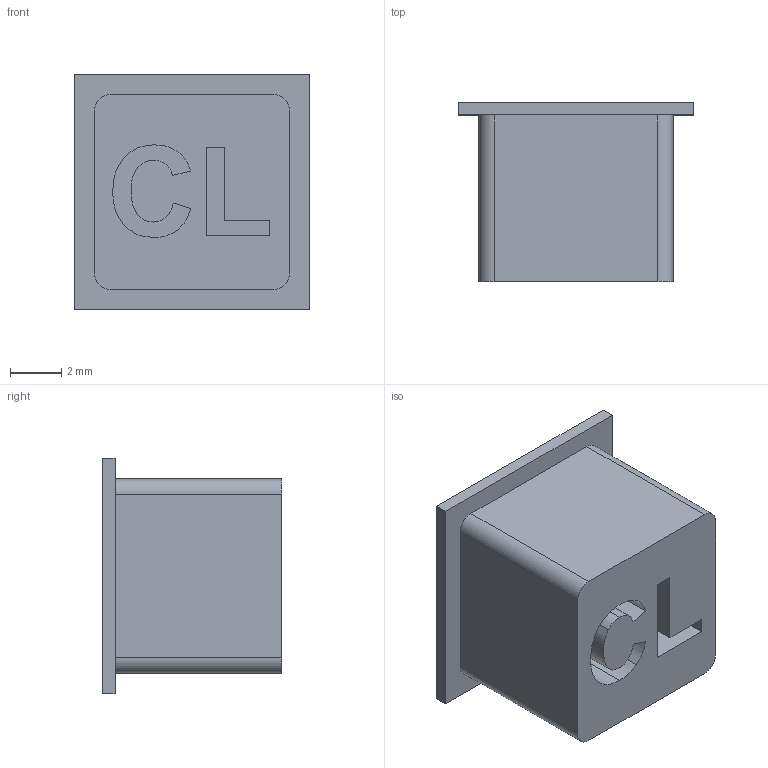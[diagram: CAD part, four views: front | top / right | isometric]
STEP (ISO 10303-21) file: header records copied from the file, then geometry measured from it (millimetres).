
FILE_DESCRIPTION(/* description */ (''),/* implementation_level */ '2;1');
FILE_NAME(/* name */ 'key_square.step',/* time_stamp */ '2024-02-21T22:03:10+01:00',/* author */ (''),/* organization */ (''),/* preprocessor_version */ 'ST-DEVELOPER v20',/* originating_system */ 'Autodesk Translation Framework v12.20.1.177',/* authorisation */ '');
FILE_SCHEMA (('AUTOMOTIVE_DESIGN { 1 0 10303 214 3 1 1 }'));
Length unit declared in the file: millimetre
Products named in the file (2): CJ4-CDU; Button Square
Assembly tree (1 placements, depth 2):
  CJ4-CDU
    Button Square
Bounding box: 9.2 x 7 x 9.2 mm (x, y, z)
Volume: 398.9 mm3; surface area: 435 mm2
Topology: 1 solids, 1 shells, 41 faces, 108 edges, 72 vertices
Faces by surface type: plane 21, bspline 16, cylinder 4
Entity records: 1479 total; most frequent: CARTESIAN_POINT 497, ORIENTED_EDGE 216, DIRECTION 142, EDGE_CURVE 108, VERTEX_POINT 72, LINE 68, VECTOR 68, EDGE_LOOP 44
